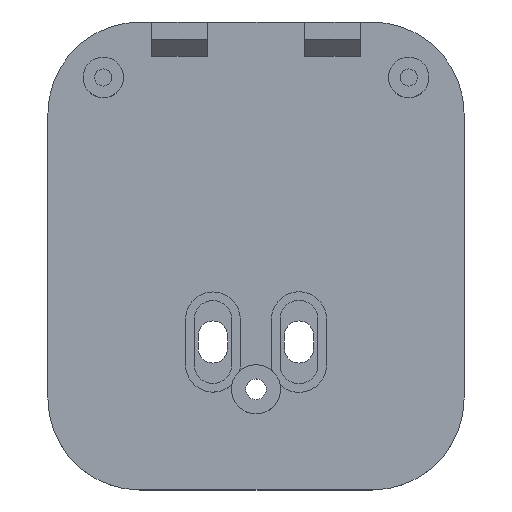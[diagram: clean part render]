
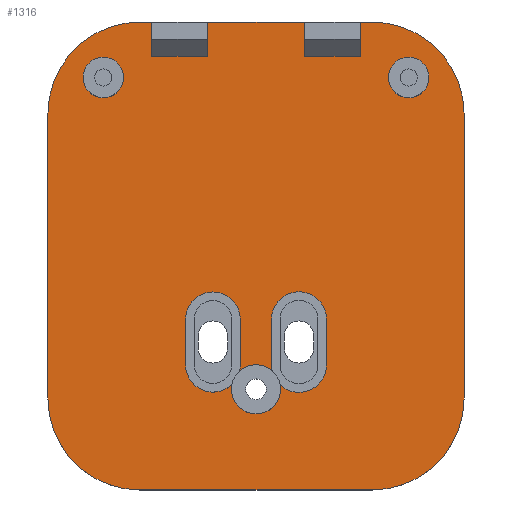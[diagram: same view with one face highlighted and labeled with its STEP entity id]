
A CAD part, top view. The second image highlights one B-rep face of the part: STEP entity #1316.
In plain terms, the highlighted planar face has unit normal (0, 0, 1).
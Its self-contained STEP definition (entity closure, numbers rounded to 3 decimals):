
#19=FACE_BOUND('',#225,.T.);
#20=FACE_BOUND('',#226,.T.);
#21=FACE_BOUND('',#227,.T.);
#22=FACE_BOUND('',#228,.T.);
#23=FACE_BOUND('',#229,.T.);
#84=PLANE('',#1421);
#143=FACE_OUTER_BOUND('',#224,.T.);
#224=EDGE_LOOP('',(#1086,#1087,#1088,#1089,#1090,#1091,#1092,#1093));
#225=EDGE_LOOP('',(#1094,#1095,#1096,#1097));
#226=EDGE_LOOP('',(#1098,#1099,#1100,#1101));
#227=EDGE_LOOP('',(#1102));
#228=EDGE_LOOP('',(#1103));
#229=EDGE_LOOP('',(#1104,#1105,#1106,#1107,#1108,#1109,#1110,#1111,#1112,
#1113,#1114,#1115,#1116));
#293=CIRCLE('',#1409,3.175);
#295=CIRCLE('',#1413,3.175);
#297=CIRCLE('',#1417,3.175);
#300=CIRCLE('',#1422,10.7);
#301=CIRCLE('',#1423,10.7);
#302=CIRCLE('',#1424,10.7);
#303=CIRCLE('',#1425,10.7);
#304=CIRCLE('',#1426,2.35);
#305=CIRCLE('',#1427,2.35);
#306=CIRCLE('',#1428,2.85);
#307=CIRCLE('',#1429,3.2);
#308=CIRCLE('',#1430,3.2);
#309=CIRCLE('',#1431,3.2);
#310=CIRCLE('',#1432,2.85);
#311=CIRCLE('',#1433,2.85);
#364=LINE('',#1992,#493);
#371=LINE('',#2007,#500);
#374=LINE('',#2013,#503);
#389=LINE('',#2041,#518);
#397=LINE('',#2057,#526);
#399=LINE('',#2061,#528);
#400=LINE('',#2063,#529);
#402=LINE('',#2067,#531);
#403=LINE('',#2069,#532);
#415=LINE('',#2106,#544);
#419=LINE('',#2118,#548);
#423=LINE('',#2134,#552);
#424=LINE('',#2138,#553);
#425=LINE('',#2142,#554);
#426=LINE('',#2153,#555);
#427=LINE('',#2157,#556);
#493=VECTOR('',#1585,10.);
#500=VECTOR('',#1596,10.);
#503=VECTOR('',#1601,10.);
#518=VECTOR('',#1624,10.);
#526=VECTOR('',#1638,10.);
#528=VECTOR('',#1642,10.);
#529=VECTOR('',#1645,10.);
#531=VECTOR('',#1649,10.);
#532=VECTOR('',#1652,10.);
#544=VECTOR('',#1688,10.);
#548=VECTOR('',#1700,10.);
#552=VECTOR('',#1718,10.);
#553=VECTOR('',#1721,10.);
#554=VECTOR('',#1724,10.);
#555=VECTOR('',#1735,10.);
#556=VECTOR('',#1738,10.);
#625=VERTEX_POINT('',#1990);
#626=VERTEX_POINT('',#1991);
#631=VERTEX_POINT('',#2005);
#632=VERTEX_POINT('',#2006);
#633=VERTEX_POINT('',#2011);
#634=VERTEX_POINT('',#2012);
#643=VERTEX_POINT('',#2039);
#648=VERTEX_POINT('',#2055);
#649=VERTEX_POINT('',#2059);
#650=VERTEX_POINT('',#2065);
#659=VERTEX_POINT('',#2096);
#660=VERTEX_POINT('',#2097);
#663=VERTEX_POINT('',#2105);
#665=VERTEX_POINT('',#2111);
#667=VERTEX_POINT('',#2117);
#669=VERTEX_POINT('',#2123);
#671=VERTEX_POINT('',#2131);
#672=VERTEX_POINT('',#2133);
#673=VERTEX_POINT('',#2135);
#674=VERTEX_POINT('',#2137);
#675=VERTEX_POINT('',#2139);
#676=VERTEX_POINT('',#2141);
#677=VERTEX_POINT('',#2144);
#678=VERTEX_POINT('',#2146);
#679=VERTEX_POINT('',#2148);
#680=VERTEX_POINT('',#2150);
#681=VERTEX_POINT('',#2152);
#682=VERTEX_POINT('',#2154);
#683=VERTEX_POINT('',#2156);
#684=VERTEX_POINT('',#2158);
#685=VERTEX_POINT('',#2160);
#759=EDGE_CURVE('',#625,#626,#364,.T.);
#766=EDGE_CURVE('',#631,#632,#371,.T.);
#769=EDGE_CURVE('',#633,#634,#374,.T.);
#784=EDGE_CURVE('',#626,#643,#389,.T.);
#792=EDGE_CURVE('',#632,#648,#397,.T.);
#794=EDGE_CURVE('',#648,#649,#399,.T.);
#795=EDGE_CURVE('',#649,#631,#400,.T.);
#797=EDGE_CURVE('',#643,#650,#402,.T.);
#798=EDGE_CURVE('',#650,#625,#403,.T.);
#812=EDGE_CURVE('',#659,#660,#293,.T.);
#816=EDGE_CURVE('',#660,#663,#415,.T.);
#819=EDGE_CURVE('',#663,#665,#295,.T.);
#822=EDGE_CURVE('',#665,#667,#419,.T.);
#825=EDGE_CURVE('',#667,#669,#297,.T.);
#829=EDGE_CURVE('',#634,#671,#300,.T.);
#830=EDGE_CURVE('',#671,#672,#423,.T.);
#831=EDGE_CURVE('',#672,#673,#301,.T.);
#832=EDGE_CURVE('',#673,#674,#424,.T.);
#833=EDGE_CURVE('',#674,#675,#302,.T.);
#834=EDGE_CURVE('',#675,#676,#425,.T.);
#835=EDGE_CURVE('',#676,#633,#303,.T.);
#836=EDGE_CURVE('',#677,#677,#304,.T.);
#837=EDGE_CURVE('',#678,#678,#305,.T.);
#838=EDGE_CURVE('',#669,#679,#306,.T.);
#839=EDGE_CURVE('',#679,#680,#307,.T.);
#840=EDGE_CURVE('',#680,#681,#426,.T.);
#841=EDGE_CURVE('',#681,#682,#308,.T.);
#842=EDGE_CURVE('',#682,#683,#427,.T.);
#843=EDGE_CURVE('',#683,#684,#309,.T.);
#844=EDGE_CURVE('',#684,#685,#310,.T.);
#845=EDGE_CURVE('',#685,#659,#311,.T.);
#1086=ORIENTED_EDGE('',*,*,#769,.T.);
#1087=ORIENTED_EDGE('',*,*,#829,.T.);
#1088=ORIENTED_EDGE('',*,*,#830,.T.);
#1089=ORIENTED_EDGE('',*,*,#831,.T.);
#1090=ORIENTED_EDGE('',*,*,#832,.T.);
#1091=ORIENTED_EDGE('',*,*,#833,.T.);
#1092=ORIENTED_EDGE('',*,*,#834,.T.);
#1093=ORIENTED_EDGE('',*,*,#835,.T.);
#1094=ORIENTED_EDGE('',*,*,#759,.T.);
#1095=ORIENTED_EDGE('',*,*,#784,.T.);
#1096=ORIENTED_EDGE('',*,*,#797,.T.);
#1097=ORIENTED_EDGE('',*,*,#798,.T.);
#1098=ORIENTED_EDGE('',*,*,#766,.T.);
#1099=ORIENTED_EDGE('',*,*,#792,.T.);
#1100=ORIENTED_EDGE('',*,*,#794,.T.);
#1101=ORIENTED_EDGE('',*,*,#795,.T.);
#1102=ORIENTED_EDGE('',*,*,#836,.T.);
#1103=ORIENTED_EDGE('',*,*,#837,.T.);
#1104=ORIENTED_EDGE('',*,*,#812,.T.);
#1105=ORIENTED_EDGE('',*,*,#816,.T.);
#1106=ORIENTED_EDGE('',*,*,#819,.T.);
#1107=ORIENTED_EDGE('',*,*,#822,.T.);
#1108=ORIENTED_EDGE('',*,*,#825,.T.);
#1109=ORIENTED_EDGE('',*,*,#838,.T.);
#1110=ORIENTED_EDGE('',*,*,#839,.T.);
#1111=ORIENTED_EDGE('',*,*,#840,.T.);
#1112=ORIENTED_EDGE('',*,*,#841,.T.);
#1113=ORIENTED_EDGE('',*,*,#842,.T.);
#1114=ORIENTED_EDGE('',*,*,#843,.T.);
#1115=ORIENTED_EDGE('',*,*,#844,.T.);
#1116=ORIENTED_EDGE('',*,*,#845,.T.);
#1316=ADVANCED_FACE('',(#143,#19,#20,#21,#22,#23),#84,.T.);
#1409=AXIS2_PLACEMENT_3D('',#2098,#1680,#1681);
#1413=AXIS2_PLACEMENT_3D('',#2112,#1693,#1694);
#1417=AXIS2_PLACEMENT_3D('',#2124,#1705,#1706);
#1421=AXIS2_PLACEMENT_3D('',#2130,#1714,#1715);
#1422=AXIS2_PLACEMENT_3D('',#2132,#1716,#1717);
#1423=AXIS2_PLACEMENT_3D('',#2136,#1719,#1720);
#1424=AXIS2_PLACEMENT_3D('',#2140,#1722,#1723);
#1425=AXIS2_PLACEMENT_3D('',#2143,#1725,#1726);
#1426=AXIS2_PLACEMENT_3D('',#2145,#1727,#1728);
#1427=AXIS2_PLACEMENT_3D('',#2147,#1729,#1730);
#1428=AXIS2_PLACEMENT_3D('',#2149,#1731,#1732);
#1429=AXIS2_PLACEMENT_3D('',#2151,#1733,#1734);
#1430=AXIS2_PLACEMENT_3D('',#2155,#1736,#1737);
#1431=AXIS2_PLACEMENT_3D('',#2159,#1739,#1740);
#1432=AXIS2_PLACEMENT_3D('',#2161,#1741,#1742);
#1433=AXIS2_PLACEMENT_3D('',#2162,#1743,#1744);
#1585=DIRECTION('',(1.,0.,0.));
#1596=DIRECTION('',(1.,0.,0.));
#1601=DIRECTION('',(-1.,0.,0.));
#1624=DIRECTION('',(0.,-1.,0.));
#1638=DIRECTION('',(0.,-1.,0.));
#1642=DIRECTION('',(-1.,0.,0.));
#1645=DIRECTION('',(0.,1.,0.));
#1649=DIRECTION('',(-1.,0.,0.));
#1652=DIRECTION('',(0.,1.,0.));
#1680=DIRECTION('center_axis',(0.,0.,-1.));
#1681=DIRECTION('ref_axis',(-1.,0.,0.));
#1688=DIRECTION('',(0.,1.,0.));
#1693=DIRECTION('center_axis',(0.,0.,-1.));
#1694=DIRECTION('ref_axis',(1.,0.,0.));
#1700=DIRECTION('',(0.,-1.,0.));
#1705=DIRECTION('center_axis',(0.,0.,-1.));
#1706=DIRECTION('ref_axis',(-1.,0.,0.));
#1714=DIRECTION('center_axis',(0.,0.,1.));
#1715=DIRECTION('ref_axis',(1.,0.,0.));
#1716=DIRECTION('center_axis',(0.,0.,1.));
#1717=DIRECTION('ref_axis',(0.,1.,0.));
#1718=DIRECTION('',(0.,-1.,0.));
#1719=DIRECTION('center_axis',(0.,0.,1.));
#1720=DIRECTION('ref_axis',(-1.,0.,0.));
#1721=DIRECTION('',(1.,0.,0.));
#1722=DIRECTION('center_axis',(0.,0.,1.));
#1723=DIRECTION('ref_axis',(0.,-1.,0.));
#1724=DIRECTION('',(0.,1.,0.));
#1725=DIRECTION('center_axis',(0.,0.,1.));
#1726=DIRECTION('ref_axis',(1.,0.,0.));
#1727=DIRECTION('center_axis',(0.,0.,-1.));
#1728=DIRECTION('ref_axis',(-1.,0.,0.));
#1729=DIRECTION('center_axis',(0.,0.,-1.));
#1730=DIRECTION('ref_axis',(-1.,0.,0.));
#1731=DIRECTION('center_axis',(0.,0.,-1.));
#1732=DIRECTION('ref_axis',(-1.,0.,0.));
#1733=DIRECTION('center_axis',(0.,0.,-1.));
#1734=DIRECTION('ref_axis',(-1.,0.,0.));
#1735=DIRECTION('',(0.,1.,0.));
#1736=DIRECTION('center_axis',(0.,0.,-1.));
#1737=DIRECTION('ref_axis',(1.,0.,0.));
#1738=DIRECTION('',(0.,-1.,0.));
#1739=DIRECTION('center_axis',(0.,0.,-1.));
#1740=DIRECTION('ref_axis',(-1.,0.,0.));
#1741=DIRECTION('center_axis',(0.,0.,-1.));
#1742=DIRECTION('ref_axis',(-1.,0.,0.));
#1743=DIRECTION('center_axis',(0.,0.,-1.));
#1744=DIRECTION('ref_axis',(-1.,0.,0.));
#1990=CARTESIAN_POINT('',(28.64,51.7,0.5));
#1991=CARTESIAN_POINT('',(35.14,51.7,0.5));
#1992=CARTESIAN_POINT('',(35.14,51.7,0.5));
#2005=CARTESIAN_POINT('',(10.86,51.7,0.5));
#2006=CARTESIAN_POINT('',(17.36,51.7,0.5));
#2007=CARTESIAN_POINT('',(17.36,51.7,0.5));
#2011=CARTESIAN_POINT('',(36.5,53.2,0.5));
#2012=CARTESIAN_POINT('',(9.5,53.2,0.5));
#2013=CARTESIAN_POINT('',(36.5,53.2,0.5));
#2039=CARTESIAN_POINT('',(35.14,49.2,0.5));
#2041=CARTESIAN_POINT('',(35.14,37.6,0.5));
#2055=CARTESIAN_POINT('',(17.36,49.2,0.5));
#2057=CARTESIAN_POINT('',(17.36,37.6,0.5));
#2059=CARTESIAN_POINT('',(10.86,49.2,0.5));
#2061=CARTESIAN_POINT('',(16.93,49.2,0.5));
#2063=CARTESIAN_POINT('',(10.86,39.6,0.5));
#2065=CARTESIAN_POINT('',(28.64,49.2,0.5));
#2067=CARTESIAN_POINT('',(25.82,49.2,0.5));
#2069=CARTESIAN_POINT('',(28.64,39.6,0.5));
#2096=CARTESIAN_POINT('',(20.209,11.079,0.5));
#2097=CARTESIAN_POINT('',(14.816,13.35,0.5));
#2098=CARTESIAN_POINT('Origin',(17.991,13.35,0.5));
#2105=CARTESIAN_POINT('',(14.816,18.65,0.5));
#2106=CARTESIAN_POINT('',(14.816,22.325,0.5));
#2111=CARTESIAN_POINT('',(21.166,18.65,0.5));
#2112=CARTESIAN_POINT('Origin',(17.991,18.65,0.5));
#2117=CARTESIAN_POINT('',(21.166,13.35,0.5));
#2118=CARTESIAN_POINT('',(21.166,19.675,0.5));
#2123=CARTESIAN_POINT('',(21.077,12.603,0.5));
#2124=CARTESIAN_POINT('Origin',(17.991,13.35,0.5));
#2130=CARTESIAN_POINT('Origin',(23.,26.,0.5));
#2131=CARTESIAN_POINT('',(-1.2,42.5,0.5));
#2132=CARTESIAN_POINT('Origin',(9.5,42.5,0.5));
#2133=CARTESIAN_POINT('',(-1.2,9.5,0.5));
#2134=CARTESIAN_POINT('',(-1.2,42.5,0.5));
#2135=CARTESIAN_POINT('',(9.5,-1.2,0.5));
#2136=CARTESIAN_POINT('Origin',(9.5,9.5,0.5));
#2137=CARTESIAN_POINT('',(36.5,-1.2,0.5));
#2138=CARTESIAN_POINT('',(9.5,-1.2,0.5));
#2139=CARTESIAN_POINT('',(47.2,9.5,0.5));
#2140=CARTESIAN_POINT('Origin',(36.5,9.5,0.5));
#2141=CARTESIAN_POINT('',(47.2,42.5,0.5));
#2142=CARTESIAN_POINT('',(47.2,9.5,0.5));
#2143=CARTESIAN_POINT('Origin',(36.5,42.5,0.5));
#2144=CARTESIAN_POINT('',(43.1,46.75,0.5));
#2145=CARTESIAN_POINT('Origin',(40.75,46.75,0.5));
#2146=CARTESIAN_POINT('',(7.6,46.75,0.5));
#2147=CARTESIAN_POINT('Origin',(5.25,46.75,0.5));
#2148=CARTESIAN_POINT('',(24.879,12.643,0.5));
#2149=CARTESIAN_POINT('Origin',(23.,10.5,0.5));
#2150=CARTESIAN_POINT('',(24.8,13.35,0.5));
#2151=CARTESIAN_POINT('Origin',(28.,13.35,0.5));
#2152=CARTESIAN_POINT('',(24.8,18.65,0.5));
#2153=CARTESIAN_POINT('',(24.8,22.325,0.5));
#2154=CARTESIAN_POINT('',(31.2,18.65,0.5));
#2155=CARTESIAN_POINT('Origin',(28.,18.65,0.5));
#2156=CARTESIAN_POINT('',(31.2,13.35,0.5));
#2157=CARTESIAN_POINT('',(31.2,19.675,0.5));
#2158=CARTESIAN_POINT('',(25.801,11.025,0.5));
#2159=CARTESIAN_POINT('Origin',(28.,13.35,0.5));
#2160=CARTESIAN_POINT('',(25.85,10.5,0.5));
#2161=CARTESIAN_POINT('Origin',(23.,10.5,0.5));
#2162=CARTESIAN_POINT('Origin',(23.,10.5,0.5));
